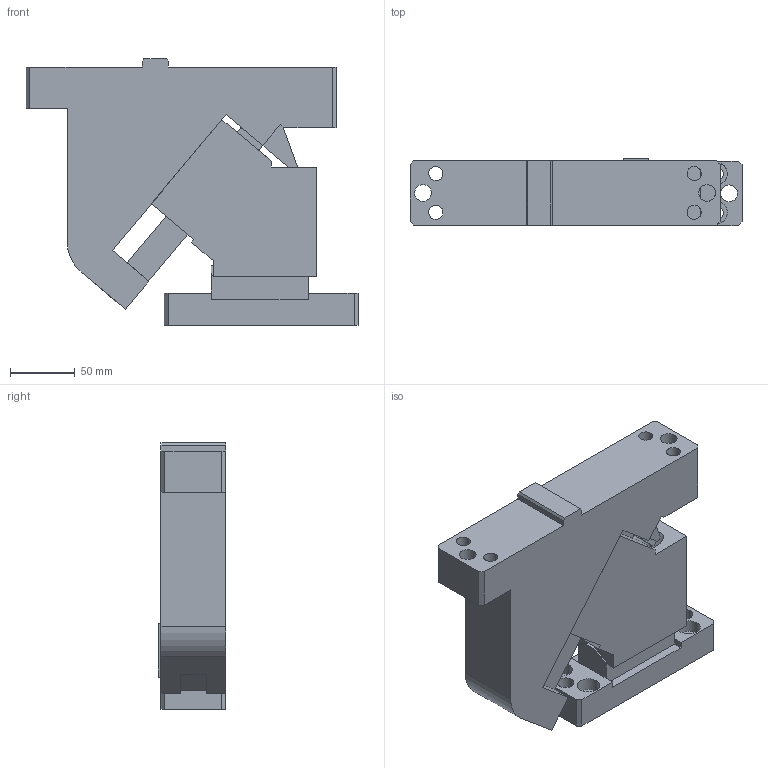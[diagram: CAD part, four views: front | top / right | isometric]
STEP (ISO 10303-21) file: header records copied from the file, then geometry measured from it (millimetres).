
FILE_DESCRIPTION(('CATIA V5 STEP Exchange'),'2;1');
FILE_NAME('CACC_50_00.stp','2015-04-21T10:28:36+00:00',('none'),('none'),'CATIA Version 5 Release 19 SP 2 (IN-10)','CATIA V5 STEP AP203','none');
FILE_SCHEMA(('CONFIG_CONTROL_DESIGN'));
Length unit declared in the file: millimetre
Products named in the file (1): CACC_50_00
Bounding box: 257 x 52 x 206.5 mm (x, y, z)
Volume: 1616626.6 mm3; surface area: 193780.3 mm2
Topology: 3 solids, 4 shells, 190 faces, 534 edges, 356 vertices
Faces by surface type: plane 117, cylinder 73
Entity records: 7336 total; most frequent: CARTESIAN_POINT 2639, ORIENTED_EDGE 1068, DIRECTION 756, EDGE_CURVE 534, VECTOR 385, LINE 385, VERTEX_POINT 356, EDGE_LOOP 224
